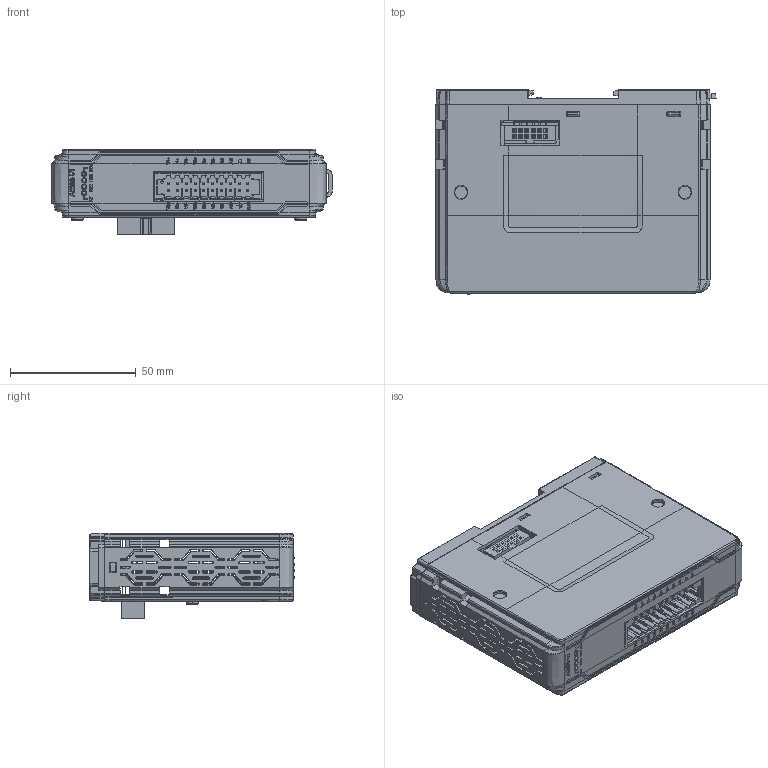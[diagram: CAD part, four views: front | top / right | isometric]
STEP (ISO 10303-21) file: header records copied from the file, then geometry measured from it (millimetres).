
FILE_DESCRIPTION (( 'STEP AP203' ), '1' );
FILE_NAME ('iR-AM06-VI.STEP', '2018-12-11T02:53:38', ( '' ), ( '' ), 'SwSTEP 2.0', 'SolidWorks 2011', '' );
FILE_SCHEMA (( 'CONFIG_CONTROL_DESIGN' ));
Products named in the file (1): iR-AM06-VI
Bounding box: 111.4 x 81.42 x 33.96 mm (x, y, z)
Surface area: 65126.7 mm2 (no closed solid volume)
Topology: 0 solids, 57 shells, 2222 faces, 8855 edges, 6583 vertices
Faces by surface type: plane 1482, cone 393, cylinder 230, bspline 83, torus 34
Entity records: 100382 total; most frequent: CARTESIAN_POINT 30053, ORIENTED_EDGE 14067, DIRECTION 13098, EDGE_CURVE 8847, VERTEX_POINT 6583, LINE 6278, VECTOR 6278, AXIS2_PLACEMENT_3D 3410
